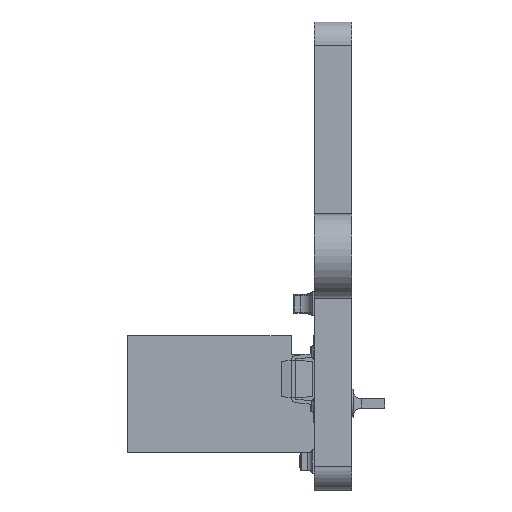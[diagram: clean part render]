
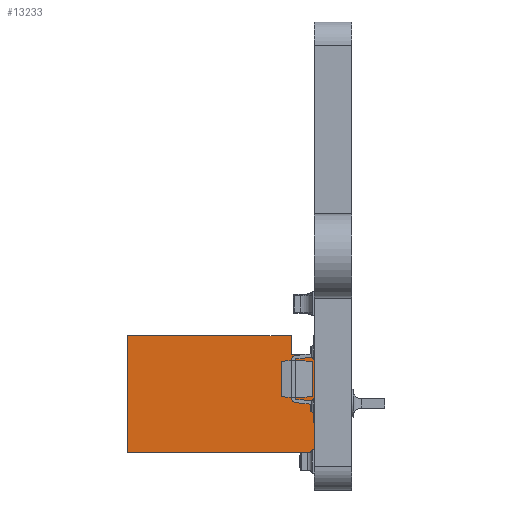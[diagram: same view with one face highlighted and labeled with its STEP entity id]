
A CAD part, left-side view. The second image highlights one B-rep face of the part: STEP entity #13233.
In plain terms, the highlighted planar face has unit normal (-1, 0, 0).
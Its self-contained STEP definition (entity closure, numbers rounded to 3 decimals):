
#72 = EDGE_CURVE ( 'NONE', #14833, #14855, #11550, .T. ) ;
#105 = EDGE_CURVE ( 'NONE', #14770, #14750, #10416, .T. ) ;
#116 = EDGE_CURVE ( 'NONE', #14847, #14833, #10424, .T. ) ;
#152 = EDGE_CURVE ( 'NONE', #14752, #14855, #911, .T. ) ;
#153 = EDGE_CURVE ( 'NONE', #14770, #14752, #922, .T. ) ;
#154 = EDGE_CURVE ( 'NONE', #14750, #14847, #889, .T. ) ;
#327 = CARTESIAN_POINT ( 'NONE',  ( -5., 8., -5. ) ) ;
#333 = CARTESIAN_POINT ( 'NONE',  ( -5., 0., -5. ) ) ;
#337 = CARTESIAN_POINT ( 'NONE',  ( -5., 8., 0. ) ) ;
#398 = CARTESIAN_POINT ( 'NONE',  ( -5., 1., -0.8 ) ) ;
#412 = CARTESIAN_POINT ( 'NONE',  ( -5., 0., -0.8 ) ) ;
#463 = CARTESIAN_POINT ( 'NONE',  ( -5., 1., 0. ) ) ;
#889 = LINE ( 'NONE', #12049, #916 ) ;
#911 = LINE ( 'NONE', #12045, #921 ) ;
#916 = VECTOR ( 'NONE', #12035, 1000. ) ;
#921 = VECTOR ( 'NONE', #12047, 1000. ) ;
#922 = LINE ( 'NONE', #12072, #924 ) ;
#924 = VECTOR ( 'NONE', #12039, 1000. ) ;
#4079 = CARTESIAN_POINT ( 'NONE',  ( -5., 8., 0. ) ) ;
#4080 = DIRECTION ( 'NONE',  ( 1., 0., 0. ) ) ;
#4082 = DIRECTION ( 'NONE',  ( 0., 0., -1. ) ) ;
#4112 = PLANE ( 'NONE',  #14152 ) ;
#5418 = EDGE_LOOP ( 'NONE', ( #15227, #15198, #15240, #15205, #15233, #15202 ) ) ;
#7201 = FACE_OUTER_BOUND ( 'NONE', #5418, .T. ) ;
#10393 = VECTOR ( 'NONE', #11957, 1000. ) ;
#10416 = LINE ( 'NONE', #11965, #10393 ) ;
#10423 = VECTOR ( 'NONE', #11966, 1000. ) ;
#10424 = LINE ( 'NONE', #11951, #10423 ) ;
#11550 = LINE ( 'NONE', #11872, #11564 ) ;
#11564 = VECTOR ( 'NONE', #11869, 1000. ) ;
#11869 = DIRECTION ( 'NONE',  ( 0., 0., 1. ) ) ;
#11872 = CARTESIAN_POINT ( 'NONE',  ( -5., 1., 0. ) ) ;
#11951 = CARTESIAN_POINT ( 'NONE',  ( -5., 0., -0.8 ) ) ;
#11957 = DIRECTION ( 'NONE',  ( 0., -1., 0. ) ) ;
#11965 = CARTESIAN_POINT ( 'NONE',  ( -5., 8., -5. ) ) ;
#11966 = DIRECTION ( 'NONE',  ( 0., 1., 0. ) ) ;
#12035 = DIRECTION ( 'NONE',  ( 0., 0., 1. ) ) ;
#12039 = DIRECTION ( 'NONE',  ( 0., 0., 1. ) ) ;
#12045 = CARTESIAN_POINT ( 'NONE',  ( -5., 8., 0. ) ) ;
#12047 = DIRECTION ( 'NONE',  ( 0., -1., 0. ) ) ;
#12049 = CARTESIAN_POINT ( 'NONE',  ( -5., 0., 0. ) ) ;
#12072 = CARTESIAN_POINT ( 'NONE',  ( -5., 8., 0. ) ) ;
#13233 = ADVANCED_FACE ( 'NONE', ( #7201 ), #4112, .F. ) ;
#14152 = AXIS2_PLACEMENT_3D ( 'NONE', #4079, #4080, #4082 ) ;
#14750 = VERTEX_POINT ( 'NONE', #333 ) ;
#14752 = VERTEX_POINT ( 'NONE', #337 ) ;
#14770 = VERTEX_POINT ( 'NONE', #327 ) ;
#14833 = VERTEX_POINT ( 'NONE', #398 ) ;
#14847 = VERTEX_POINT ( 'NONE', #412 ) ;
#14855 = VERTEX_POINT ( 'NONE', #463 ) ;
#15198 = ORIENTED_EDGE ( 'NONE', *, *, #72, .T. ) ;
#15202 = ORIENTED_EDGE ( 'NONE', *, *, #154, .T. ) ;
#15205 = ORIENTED_EDGE ( 'NONE', *, *, #153, .F. ) ;
#15227 = ORIENTED_EDGE ( 'NONE', *, *, #116, .T. ) ;
#15233 = ORIENTED_EDGE ( 'NONE', *, *, #105, .T. ) ;
#15240 = ORIENTED_EDGE ( 'NONE', *, *, #152, .F. ) ;
